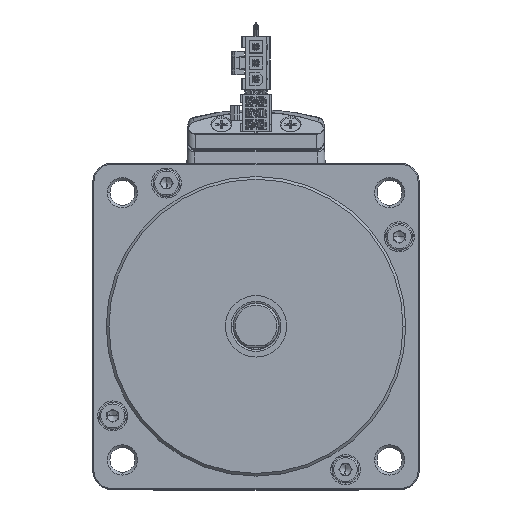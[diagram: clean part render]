
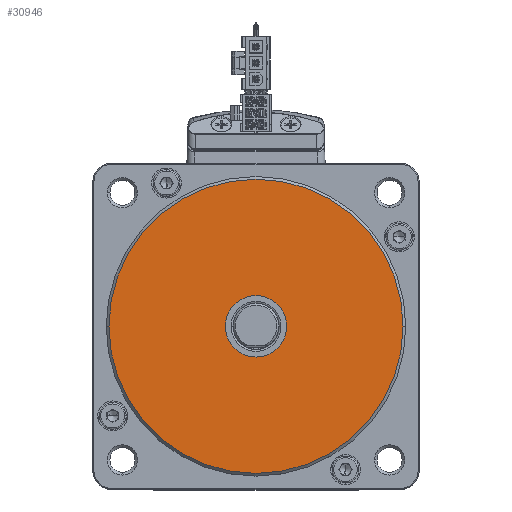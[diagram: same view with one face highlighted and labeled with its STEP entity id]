
A CAD part, top view. The second image highlights one B-rep face of the part: STEP entity #30946.
In plain terms, the highlighted planar face has unit normal (0, 0, 1).
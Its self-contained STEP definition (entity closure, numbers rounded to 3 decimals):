
#29991=CARTESIAN_POINT('',(0.,0.,65.6));
#29992=DIRECTION('',(0.,0.,1.));
#29993=DIRECTION('',(1.,0.,0.));
#29994=AXIS2_PLACEMENT_3D('',#29991,#29992,#29993);
#29996=CARTESIAN_POINT('',(0.,0.,65.6));
#29997=DIRECTION('',(0.,0.,1.));
#29998=DIRECTION('',(-1.,0.,0.));
#29999=AXIS2_PLACEMENT_3D('',#29996,#29997,#29998);
#30001=CARTESIAN_POINT('',(0.,0.,65.6));
#30002=DIRECTION('',(0.,0.,1.));
#30003=DIRECTION('',(1.,0.,0.));
#30004=AXIS2_PLACEMENT_3D('',#30001,#30002,#30003);
#30006=CARTESIAN_POINT('',(0.,0.,65.6));
#30007=DIRECTION('',(0.,0.,1.));
#30008=DIRECTION('',(-1.,0.,0.));
#30009=AXIS2_PLACEMENT_3D('',#30006,#30007,#30008);
#30717=CARTESIAN_POINT('',(8.,0.,65.6));
#30718=CARTESIAN_POINT('',(-8.,0.,65.6));
#30719=VERTEX_POINT('',#30717);
#30720=VERTEX_POINT('',#30718);
#30721=CARTESIAN_POINT('',(38.3,0.,65.6));
#30722=CARTESIAN_POINT('',(-38.3,0.,65.6));
#30723=VERTEX_POINT('',#30721);
#30724=VERTEX_POINT('',#30722);
#30929=CARTESIAN_POINT('',(0.,0.,65.6));
#30930=DIRECTION('',(0.,0.,1.));
#30931=DIRECTION('',(1.,0.,0.));
#30932=AXIS2_PLACEMENT_3D('',#30929,#30930,#30931);
#30933=PLANE('',#30932);
#30935=ORIENTED_EDGE('',*,*,#30934,.F.);
#30937=ORIENTED_EDGE('',*,*,#30936,.F.);
#30938=EDGE_LOOP('',(#30935,#30937));
#30939=FACE_OUTER_BOUND('',#30938,.F.);
#30941=ORIENTED_EDGE('',*,*,#30940,.T.);
#30943=ORIENTED_EDGE('',*,*,#30942,.T.);
#30944=EDGE_LOOP('',(#30941,#30943));
#30945=FACE_BOUND('',#30944,.F.);
#30946=ADVANCED_FACE('',(#30939,#30945),#30933,.T.);
#29995=CIRCLE('',#29994,8.);
#30000=CIRCLE('',#29999,8.);
#30005=CIRCLE('',#30004,38.3);
#30010=CIRCLE('',#30009,38.3);
#30934=EDGE_CURVE('',#30723,#30724,#30005,.T.);
#30936=EDGE_CURVE('',#30724,#30723,#30010,.T.);
#30940=EDGE_CURVE('',#30719,#30720,#29995,.T.);
#30942=EDGE_CURVE('',#30720,#30719,#30000,.T.);
